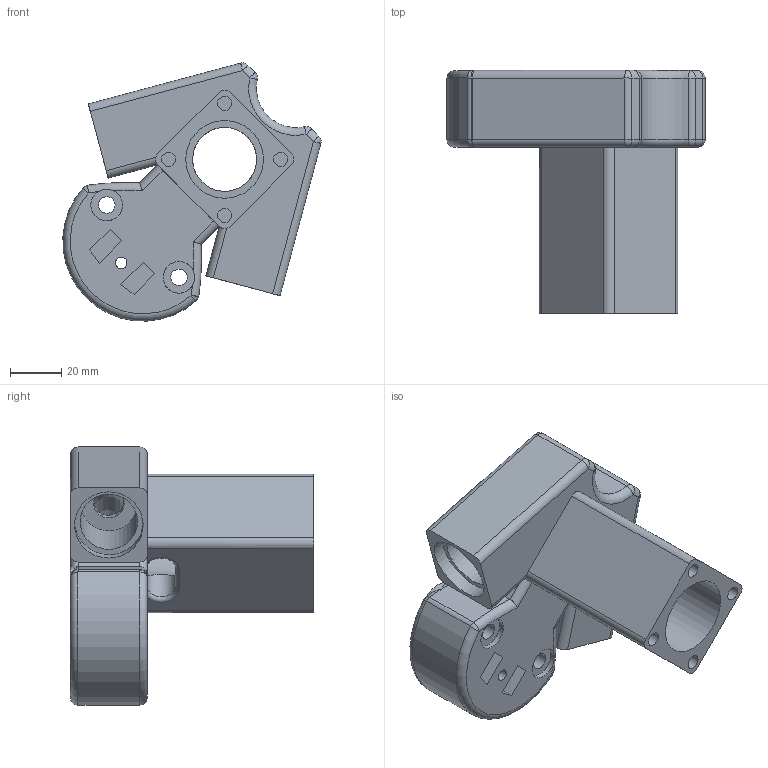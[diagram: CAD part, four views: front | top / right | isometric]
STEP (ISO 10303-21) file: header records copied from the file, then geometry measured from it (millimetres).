
FILE_DESCRIPTION(/* description */ (''),/* implementation_level */ '2;1');
FILE_NAME(/* name */ 'upper_corner.step',/* time_stamp */ '2018-02-24T11:27:43+01:00',/* author */ (''),/* organization */ (''),/* preprocessor_version */ 'ST-DEVELOPER v16.13',/* originating_system */ 'Autodesk Translation Framework v6.5.0.72',/* authorisation */ '');
FILE_SCHEMA (('AUTOMOTIVE_DESIGN { 1 0 10303 214 3 1 1 }'));
Length unit declared in the file: millimetre
Products named in the file (2): upper_corner; UpperCornerGlue
Assembly tree (1 placements, depth 2):
  upper_corner
    UpperCornerGlue
Bounding box: 100.92 x 95 x 100.92 mm (x, y, z)
Volume: 209721.3 mm3; surface area: 53387.4 mm2
Topology: 1 solids, 1 shells, 149 faces, 372 edges, 232 vertices
Faces by surface type: plane 61, cylinder 59, torus 15, sphere 8, bspline 6
Full cylindrical faces by diameter (mm): 4.5 x1, 5.5 x8, 6.5 x2, 9 x1, 12.4 x4, 22.4 x2, 25 x1, 26.8 x2, 30.4 x1
Entity records: 5192 total; most frequent: CARTESIAN_POINT 1467, DIRECTION 806, ORIENTED_EDGE 744, EDGE_CURVE 372, AXIS2_PLACEMENT_3D 320, VERTEX_POINT 232, EDGE_LOOP 178, LINE 166
